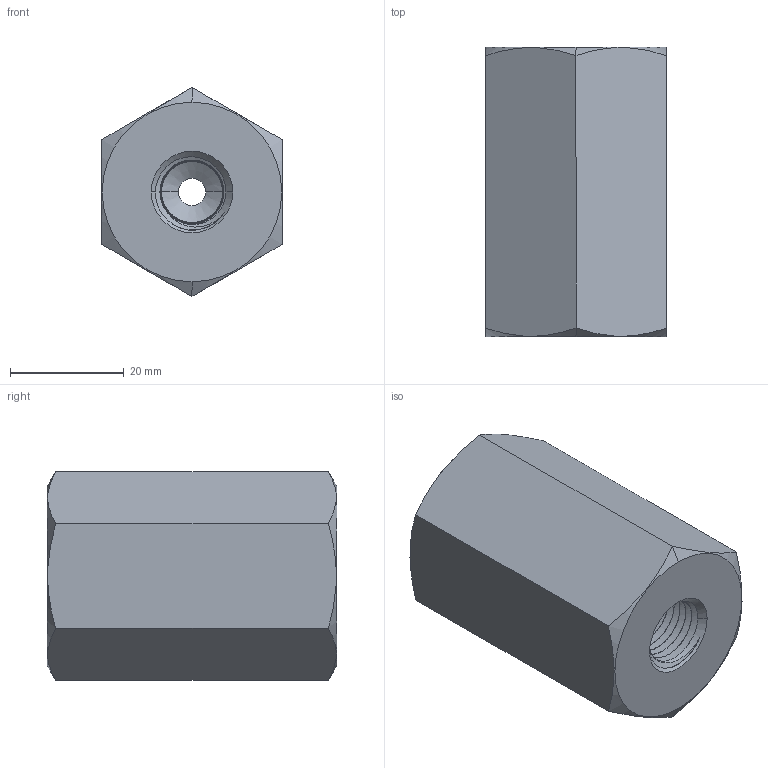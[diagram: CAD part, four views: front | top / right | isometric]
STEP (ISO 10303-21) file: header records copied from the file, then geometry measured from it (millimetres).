
FILE_DESCRIPTION (( 'STEP AP203' ), '1' );
FILE_NAME ('AD-580FCH-4FNPT.STEP', '2025-08-04T17:26:58', ( '' ), ( '' ), 'SwSTEP 2.0', 'SolidWorks 2018', '' );
FILE_SCHEMA (( 'CONFIG_CONTROL_DESIGN' ));
Length unit declared in the file: inch
Products named in the file (1): AD-580FCH-4FNPT
Bounding box: 31.75 x 50.8 x 36.66 mm (x, y, z)
Volume: 33752.3 mm3; surface area: 10259.3 mm2
Topology: 1 solids, 1 shells, 112 faces, 297 edges, 194 vertices
Faces by surface type: bspline 40, cone 27, cylinder 24, plane 21
Entity records: 13123 total; most frequent: CARTESIAN_POINT 10676, ORIENTED_EDGE 594, DIRECTION 308, EDGE_CURVE 297, VERTEX_POINT 194, B_SPLINE_CURVE_WITH_KNOTS 162, EDGE_LOOP 121, ADVANCED_FACE 112
